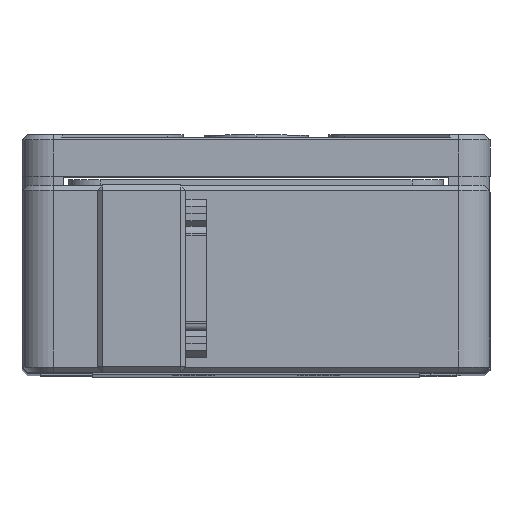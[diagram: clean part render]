
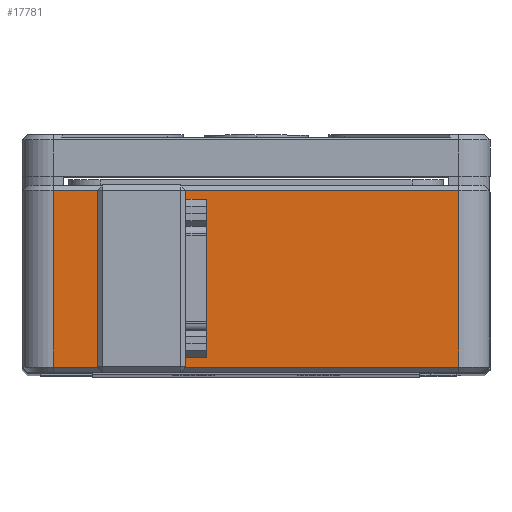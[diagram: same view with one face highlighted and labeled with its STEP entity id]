
A CAD part, top view. The second image highlights one B-rep face of the part: STEP entity #17781.
In plain terms, the highlighted planar face has unit normal (0, 0, 1).
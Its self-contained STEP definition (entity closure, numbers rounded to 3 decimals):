
#245 = AXIS2_PLACEMENT_3D ( 'NONE', #9429, #12206, #2388 ) ;
#458 = VECTOR ( 'NONE', #10885, 1000. ) ;
#481 = CARTESIAN_POINT ( 'NONE',  ( -16.5, -13.5, 270. ) ) ;
#590 = LINE ( 'NONE', #4965, #8844 ) ;
#829 = DIRECTION ( 'NONE',  ( -1., 0., 0. ) ) ;
#1502 = DIRECTION ( 'NONE',  ( -1., 0., 0. ) ) ;
#1583 = ORIENTED_EDGE ( 'NONE', *, *, #6642, .T. ) ;
#1643 = VERTEX_POINT ( 'NONE', #11306 ) ;
#1698 = ORIENTED_EDGE ( 'NONE', *, *, #13882, .F. ) ;
#1866 = LINE ( 'NONE', #15665, #16524 ) ;
#2004 = DIRECTION ( 'NONE',  ( 0., 0., -1. ) ) ;
#2388 = DIRECTION ( 'NONE',  ( -1., 0., 0. ) ) ;
#2431 = VERTEX_POINT ( 'NONE', #3744 ) ;
#2623 = EDGE_CURVE ( 'NONE', #10814, #9638, #18389, .T. ) ;
#2980 = CARTESIAN_POINT ( 'NONE',  ( -28.5, 17.5, 270. ) ) ;
#3638 = DIRECTION ( 'NONE',  ( 1., 0., 0. ) ) ;
#3744 = CARTESIAN_POINT ( 'NONE',  ( -39., -14.5, 270. ) ) ;
#3857 = CARTESIAN_POINT ( 'NONE',  ( -27.5, -13.5, 270. ) ) ;
#4200 = CARTESIAN_POINT ( 'NONE',  ( -28.5, 18.5, 270. ) ) ;
#4220 = CARTESIAN_POINT ( 'NONE',  ( 39., 4., 270. ) ) ;
#4246 = LINE ( 'NONE', #9490, #458 ) ;
#4336 = VERTEX_POINT ( 'NONE', #3857 ) ;
#4558 = CARTESIAN_POINT ( 'NONE',  ( -27.5, 18.5, 270. ) ) ;
#4683 = CARTESIAN_POINT ( 'NONE',  ( -16.5, -12.5, 270. ) ) ;
#4893 = DIRECTION ( 'NONE',  ( 1., 0., 0. ) ) ;
#4965 = CARTESIAN_POINT ( 'NONE',  ( -28.5, -13.5, 270. ) ) ;
#5058 = CARTESIAN_POINT ( 'NONE',  ( -27.5, -12.5, 270. ) ) ;
#5385 = ORIENTED_EDGE ( 'NONE', *, *, #12272, .F. ) ;
#5485 = EDGE_CURVE ( 'NONE', #18274, #9976, #8082, .T. ) ;
#5591 = CARTESIAN_POINT ( 'NONE',  ( -15.5, 17.5, 270. ) ) ;
#5679 = ORIENTED_EDGE ( 'NONE', *, *, #11005, .T. ) ;
#5753 = DIRECTION ( 'NONE',  ( 0., -1., 0. ) ) ;
#6006 = ORIENTED_EDGE ( 'NONE', *, *, #5485, .T. ) ;
#6014 = FACE_BOUND ( 'NONE', #6171, .T. ) ;
#6171 = EDGE_LOOP ( 'NONE', ( #5385, #6350, #15598, #6006, #14858, #7835, #1698, #1583 ) ) ;
#6350 = ORIENTED_EDGE ( 'NONE', *, *, #2623, .T. ) ;
#6353 = PLANE ( 'NONE',  #245 ) ;
#6472 = VECTOR ( 'NONE', #7027, 1000. ) ;
#6642 = EDGE_CURVE ( 'NONE', #11392, #14519, #14844, .T. ) ;
#6899 = EDGE_CURVE ( 'NONE', #4336, #9976, #590, .T. ) ;
#6921 = VECTOR ( 'NONE', #5753, 1000. ) ;
#7027 = DIRECTION ( 'NONE',  ( 0., 1., 0. ) ) ;
#7835 = ORIENTED_EDGE ( 'NONE', *, *, #17704, .T. ) ;
#8082 = CIRCLE ( 'NONE', #14601, 1. ) ;
#8617 = CARTESIAN_POINT ( 'NONE',  ( -27.5, 17.5, 270. ) ) ;
#8747 = LINE ( 'NONE', #4220, #6472 ) ;
#8844 = VECTOR ( 'NONE', #4893, 1000. ) ;
#8874 = CARTESIAN_POINT ( 'NONE',  ( -39., 19.5, 270. ) ) ;
#8932 = CIRCLE ( 'NONE', #16081, 1. ) ;
#9356 = DIRECTION ( 'NONE',  ( 0., 0., -1. ) ) ;
#9429 = CARTESIAN_POINT ( 'NONE',  ( 0., 4., 270. ) ) ;
#9488 = VERTEX_POINT ( 'NONE', #12528 ) ;
#9490 = CARTESIAN_POINT ( 'NONE',  ( 0., 19.5, 270. ) ) ;
#9610 = EDGE_CURVE ( 'NONE', #9488, #9626, #8747, .T. ) ;
#9626 = VERTEX_POINT ( 'NONE', #16765 ) ;
#9638 = VERTEX_POINT ( 'NONE', #5591 ) ;
#9976 = VERTEX_POINT ( 'NONE', #481 ) ;
#10013 = DIRECTION ( 'NONE',  ( 0., 0., -1. ) ) ;
#10025 = AXIS2_PLACEMENT_3D ( 'NONE', #18189, #18255, #12532 ) ;
#10421 = EDGE_CURVE ( 'NONE', #9626, #17331, #4246, .T. ) ;
#10448 = DIRECTION ( 'NONE',  ( -1., 0., 0. ) ) ;
#10616 = EDGE_CURVE ( 'NONE', #17331, #2431, #16894, .T. ) ;
#10644 = LINE ( 'NONE', #10731, #12900 ) ;
#10731 = CARTESIAN_POINT ( 'NONE',  ( 0., -14.5, 270. ) ) ;
#10814 = VERTEX_POINT ( 'NONE', #15254 ) ;
#10841 = VECTOR ( 'NONE', #14389, 1000. ) ;
#10885 = DIRECTION ( 'NONE',  ( -1., 0., 0. ) ) ;
#10904 = AXIS2_PLACEMENT_3D ( 'NONE', #8617, #10013, #1502 ) ;
#11005 = EDGE_CURVE ( 'NONE', #2431, #9488, #10644, .T. ) ;
#11288 = LINE ( 'NONE', #4200, #10841 ) ;
#11292 = DIRECTION ( 'NONE',  ( 0., 1., 0. ) ) ;
#11306 = CARTESIAN_POINT ( 'NONE',  ( -28.5, -12.5, 270. ) ) ;
#11392 = VERTEX_POINT ( 'NONE', #2980 ) ;
#11754 = ORIENTED_EDGE ( 'NONE', *, *, #10616, .T. ) ;
#12110 = ORIENTED_EDGE ( 'NONE', *, *, #10421, .T. ) ;
#12206 = DIRECTION ( 'NONE',  ( 0., 0., -1. ) ) ;
#12272 = EDGE_CURVE ( 'NONE', #10814, #14519, #11288, .T. ) ;
#12528 = CARTESIAN_POINT ( 'NONE',  ( 39., -14.5, 270. ) ) ;
#12532 = DIRECTION ( 'NONE',  ( -1., 0., 0. ) ) ;
#12900 = VECTOR ( 'NONE', #3638, 1000. ) ;
#13054 = ORIENTED_EDGE ( 'NONE', *, *, #9610, .T. ) ;
#13132 = FACE_OUTER_BOUND ( 'NONE', #17600, .T. ) ;
#13882 = EDGE_CURVE ( 'NONE', #11392, #1643, #16921, .T. ) ;
#14061 = CARTESIAN_POINT ( 'NONE',  ( -15.5, -12.5, 270. ) ) ;
#14275 = CARTESIAN_POINT ( 'NONE',  ( -28.5, 18.5, 270. ) ) ;
#14389 = DIRECTION ( 'NONE',  ( -1., 0., 0. ) ) ;
#14519 = VERTEX_POINT ( 'NONE', #4558 ) ;
#14601 = AXIS2_PLACEMENT_3D ( 'NONE', #4683, #2004, #10448 ) ;
#14844 = CIRCLE ( 'NONE', #10904, 1. ) ;
#14858 = ORIENTED_EDGE ( 'NONE', *, *, #6899, .F. ) ;
#15254 = CARTESIAN_POINT ( 'NONE',  ( -16.5, 18.5, 270. ) ) ;
#15598 = ORIENTED_EDGE ( 'NONE', *, *, #16129, .F. ) ;
#15665 = CARTESIAN_POINT ( 'NONE',  ( -15.5, 18.5, 270. ) ) ;
#16081 = AXIS2_PLACEMENT_3D ( 'NONE', #5058, #9356, #829 ) ;
#16129 = EDGE_CURVE ( 'NONE', #18274, #9638, #1866, .T. ) ;
#16336 = CARTESIAN_POINT ( 'NONE',  ( -39., 4., 270. ) ) ;
#16399 = DIRECTION ( 'NONE',  ( 0., -1., 0. ) ) ;
#16524 = VECTOR ( 'NONE', #11292, 1000. ) ;
#16765 = CARTESIAN_POINT ( 'NONE',  ( 39., 19.5, 270. ) ) ;
#16894 = LINE ( 'NONE', #16336, #17790 ) ;
#16921 = LINE ( 'NONE', #14275, #6921 ) ;
#17331 = VERTEX_POINT ( 'NONE', #8874 ) ;
#17600 = EDGE_LOOP ( 'NONE', ( #13054, #12110, #11754, #5679 ) ) ;
#17704 = EDGE_CURVE ( 'NONE', #4336, #1643, #8932, .T. ) ;
#17781 = ADVANCED_FACE ( 'NONE', ( #6014, #13132 ), #6353, .F. ) ;
#17790 = VECTOR ( 'NONE', #16399, 1000. ) ;
#18189 = CARTESIAN_POINT ( 'NONE',  ( -16.5, 17.5, 270. ) ) ;
#18255 = DIRECTION ( 'NONE',  ( 0., 0., -1. ) ) ;
#18274 = VERTEX_POINT ( 'NONE', #14061 ) ;
#18389 = CIRCLE ( 'NONE', #10025, 1. ) ;
